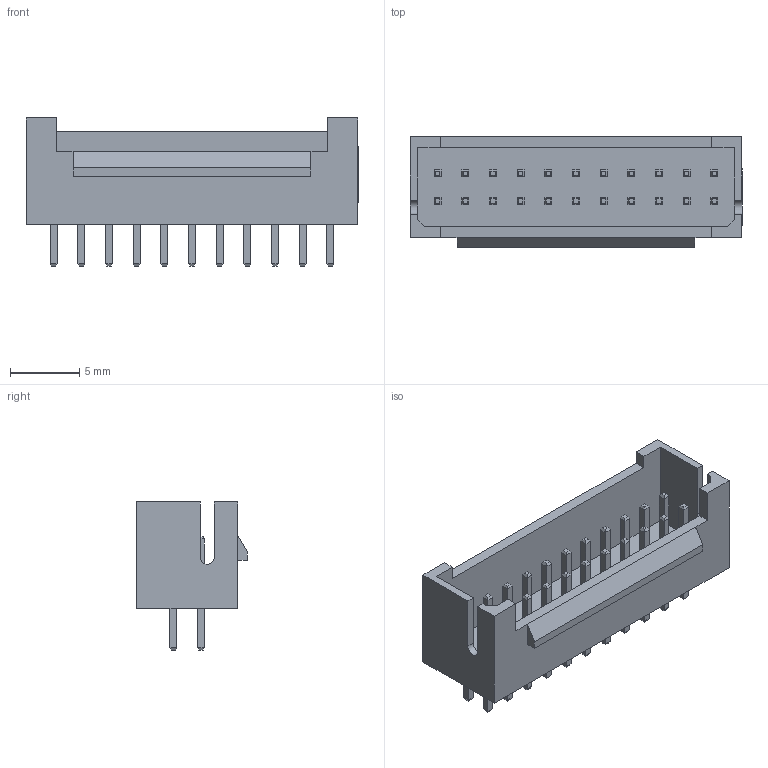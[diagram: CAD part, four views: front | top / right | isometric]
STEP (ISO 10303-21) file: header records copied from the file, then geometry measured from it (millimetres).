
FILE_DESCRIPTION (( 'STEP AP214' ), '1' );
FILE_NAME ('User Library-phb-2x11.STEP', '2021-01-23T07:30:32', ( '' ), ( '' ), 'SwSTEP 2.0', 'SolidWorks 2020', '' );
FILE_SCHEMA (( 'AUTOMOTIVE_DESIGN' ));
Length unit declared in the file: millimetre
Products named in the file (3): PHB-2X11; User Library-phb-2x11; PIN_0_5X0_5
Assembly tree (23 placements, depth 2):
  User Library-phb-2x11
    PHB-2X11
    PIN_0_5X0_5  x22
Bounding box: 24 x 8 x 10.7 mm (x, y, z)
Volume: 496.3 mm3; surface area: 1486.8 mm2
Topology: 23 solids, 23 shells, 429 faces, 971 edges, 588 vertices
Faces by surface type: plane 427, cylinder 2
Entity records: 6132 total; most frequent: CARTESIAN_POINT 796, ORIENTED_EDGE 766, DIRECTION 709, EDGE_CURVE 383, LINE 379, VECTOR 379, VERTEX_POINT 252, EDGE_LOOP 179
